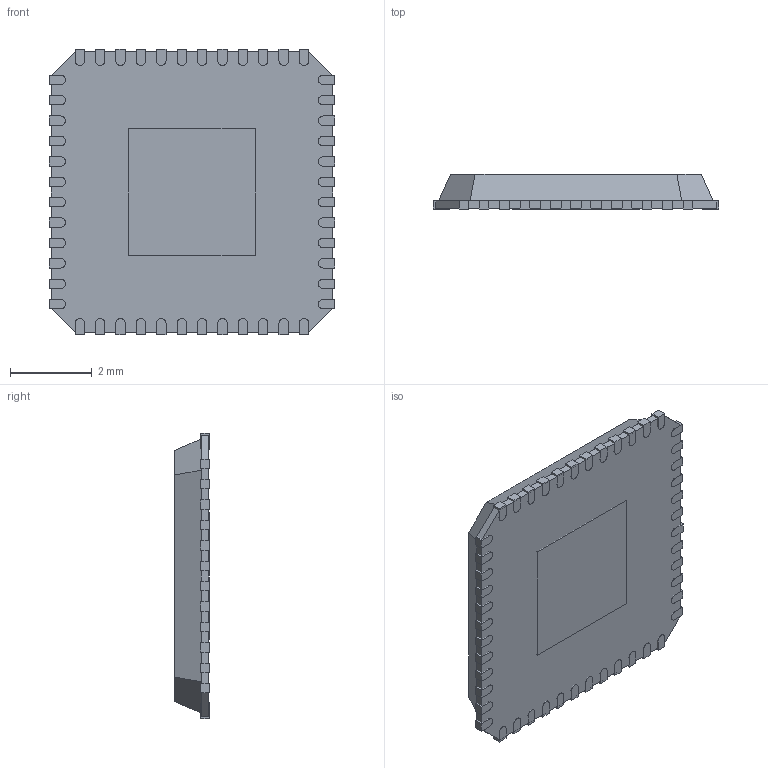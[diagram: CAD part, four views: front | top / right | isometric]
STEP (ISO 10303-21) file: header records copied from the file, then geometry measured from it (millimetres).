
FILE_DESCRIPTION (( 'STEP AP214' ), '1' );
FILE_NAME ('User Library-QFN48-1.STEP', '2015-12-06T10:25:25', ( 'Windows User' ), ( '' ), 'SwSTEP 2.0', 'SolidWorks 2016', '' );
FILE_SCHEMA (( 'AUTOMOTIVE_DESIGN' ));
Length unit declared in the file: millimetre
Products named in the file (3): User Library-QFN48-1_Pins; User Library-QFN48-1_Body; User Library-QFN48-1
Assembly tree (2 placements, depth 2):
  User Library-QFN48-1
    User Library-QFN48-1_Body
    User Library-QFN48-1_Pins
Bounding box: 7 x 0.85 x 7.01 mm (x, y, z)
Volume: 37.6 mm3; surface area: 151.9 mm2
Topology: 50 solids, 50 shells, 403 faces, 876 edges, 584 vertices
Faces by surface type: plane 314, cylinder 62, bspline 27
Entity records: 17407 total; most frequent: CARTESIAN_POINT 3615, ORIENTED_EDGE 1752, DIRECTION 1708, EDGE_CURVE 876, VECTOR 698, LINE 698, VERTEX_POINT 584, AXIS2_PLACEMENT_3D 505
